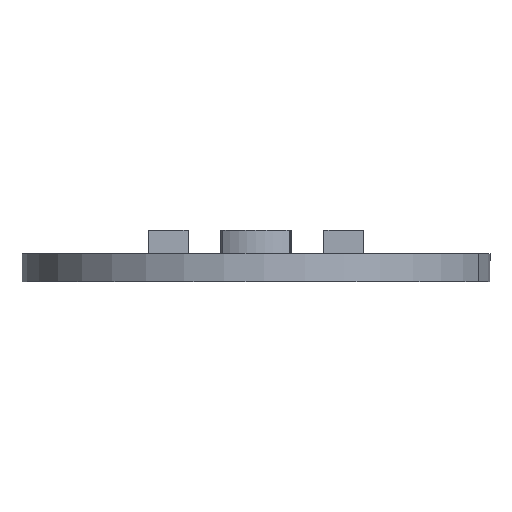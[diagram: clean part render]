
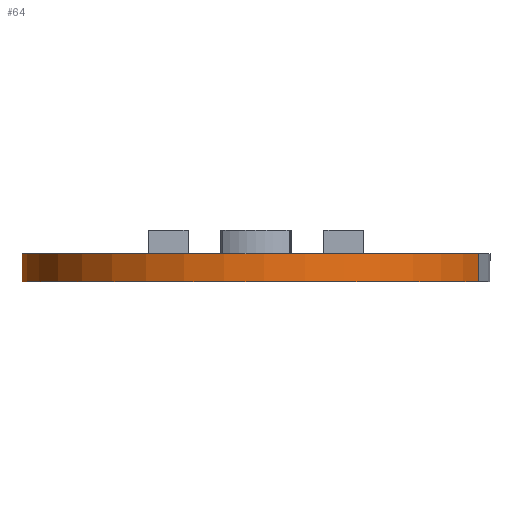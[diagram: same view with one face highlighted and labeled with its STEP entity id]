
A CAD part, front view. The second image highlights one B-rep face of the part: STEP entity #64.
In plain terms, the highlighted cylindrical face has radius 50 mm (diameter 100 mm), a partial arc.
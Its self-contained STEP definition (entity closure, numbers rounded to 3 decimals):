
#26 = CARTESIAN_POINT ( 'NONE',  ( 0., 4.5, 0. ) ) ;
#35 = VECTOR ( 'NONE', #1420, 1000. ) ;
#49 = LINE ( 'NONE', #1719, #35 ) ;
#64 = ADVANCED_FACE ( 'NONE', ( #277 ), #264, .T. ) ;
#155 = CARTESIAN_POINT ( 'NONE',  ( 0., -1.5, -50. ) ) ;
#264 = CYLINDRICAL_SURFACE ( 'NONE', #2192, 50. ) ;
#277 = FACE_OUTER_BOUND ( 'NONE', #2811, .T. ) ;
#338 = ORIENTED_EDGE ( 'NONE', *, *, #2838, .F. ) ;
#483 = ORIENTED_EDGE ( 'NONE', *, *, #985, .T. ) ;
#680 = CARTESIAN_POINT ( 'NONE',  ( 0., 4.5, -50. ) ) ;
#878 = AXIS2_PLACEMENT_3D ( 'NONE', #2506, #957, #968 ) ;
#879 = AXIS2_PLACEMENT_3D ( 'NONE', #26, #2886, #2670 ) ;
#903 = CARTESIAN_POINT ( 'NONE',  ( 0., 4.5, 50. ) ) ;
#957 = DIRECTION ( 'NONE',  ( 0., -1., 0. ) ) ;
#968 = DIRECTION ( 'NONE',  ( 0., 0., 1. ) ) ;
#985 = EDGE_CURVE ( 'NONE', #1271, #2046, #49, .T. ) ;
#1003 = CARTESIAN_POINT ( 'NONE',  ( 0., -1.5, 50. ) ) ;
#1073 = CIRCLE ( 'NONE', #878, 50. ) ;
#1256 = CARTESIAN_POINT ( 'NONE',  ( 0., 4.5, -50. ) ) ;
#1261 = VERTEX_POINT ( 'NONE', #680 ) ;
#1271 = VERTEX_POINT ( 'NONE', #903 ) ;
#1334 = CIRCLE ( 'NONE', #879, 50. ) ;
#1377 = VERTEX_POINT ( 'NONE', #155 ) ;
#1420 = DIRECTION ( 'NONE',  ( 0., -1., 0. ) ) ;
#1690 = VECTOR ( 'NONE', #2489, 1000. ) ;
#1719 = CARTESIAN_POINT ( 'NONE',  ( 0., 4.5, 50. ) ) ;
#2046 = VERTEX_POINT ( 'NONE', #1003 ) ;
#2192 = AXIS2_PLACEMENT_3D ( 'NONE', #2737, #2725, #2548 ) ;
#2330 = LINE ( 'NONE', #1256, #1690 ) ;
#2489 = DIRECTION ( 'NONE',  ( 0., -1., 0. ) ) ;
#2506 = CARTESIAN_POINT ( 'NONE',  ( 0., -1.5, 0. ) ) ;
#2548 = DIRECTION ( 'NONE',  ( 0., 0., -1. ) ) ;
#2591 = ORIENTED_EDGE ( 'NONE', *, *, #2844, .F. ) ;
#2670 = DIRECTION ( 'NONE',  ( 0., 0., 1. ) ) ;
#2725 = DIRECTION ( 'NONE',  ( 0., -1., 0. ) ) ;
#2737 = CARTESIAN_POINT ( 'NONE',  ( 0., 4.5, 0. ) ) ;
#2811 = EDGE_LOOP ( 'NONE', ( #2971, #483, #338, #2591 ) ) ;
#2834 = EDGE_CURVE ( 'NONE', #1271, #1261, #1334, .T. ) ;
#2838 = EDGE_CURVE ( 'NONE', #1377, #2046, #1073, .T. ) ;
#2844 = EDGE_CURVE ( 'NONE', #1261, #1377, #2330, .T. ) ;
#2886 = DIRECTION ( 'NONE',  ( 0., 1., 0. ) ) ;
#2971 = ORIENTED_EDGE ( 'NONE', *, *, #2834, .F. ) ;
